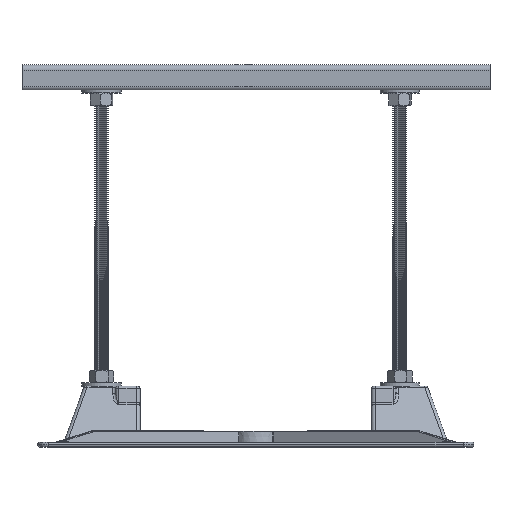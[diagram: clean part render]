
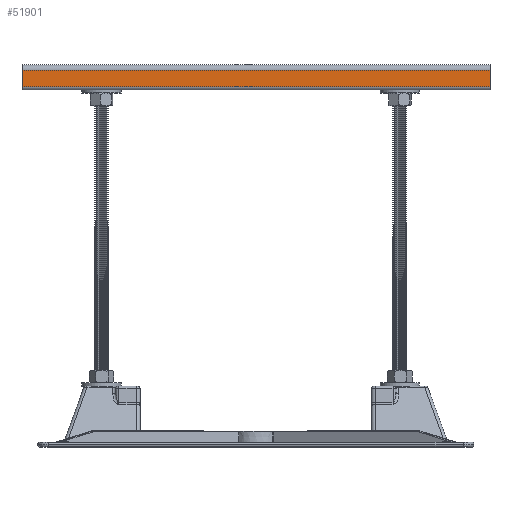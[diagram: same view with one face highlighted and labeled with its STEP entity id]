
A CAD part, top view. The second image highlights one B-rep face of the part: STEP entity #51901.
In plain terms, the highlighted face is planar.
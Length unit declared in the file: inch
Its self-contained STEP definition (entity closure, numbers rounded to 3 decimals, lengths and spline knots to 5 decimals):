
#51862=CARTESIAN_POINT('',(-0.8125,0.3295,16.375));
#51863=DIRECTION('',(1.0,0.0,0.0));
#51864=DIRECTION('',(0.0,0.0,-1.0));
#51865=AXIS2_PLACEMENT_3D('',#51862,#51863,#51864);
#51866=PLANE('',#51865);
#51867=CARTESIAN_POINT('',(-0.8125,0.3295,0.0));
#51868=VERTEX_POINT('',#51867);
#51869=CARTESIAN_POINT('',(-0.8125,-0.252,0.0));
#51870=VERTEX_POINT('',#51869);
#51871=CARTESIAN_POINT('',(-0.8125,0.3295,0.0));
#51872=DIRECTION('',(0.0,-1.0,0.0));
#51873=VECTOR('',#51872,0.5815);
#51874=LINE('',#51871,#51873);
#51875=EDGE_CURVE('',#51868,#51870,#51874,.T.);
#51876=ORIENTED_EDGE('',*,*,#51875,.T.);
#51877=CARTESIAN_POINT('',(-0.8125,-0.252,16.375));
#51878=VERTEX_POINT('',#51877);
#51879=CARTESIAN_POINT('',(-0.8125,-0.252,16.375));
#51880=DIRECTION('',(0.0,0.0,-1.0));
#51881=VECTOR('',#51880,16.375);
#51882=LINE('',#51879,#51881);
#51883=EDGE_CURVE('',#51878,#51870,#51882,.T.);
#51884=ORIENTED_EDGE('',*,*,#51883,.F.);
#51885=CARTESIAN_POINT('',(-0.8125,0.3295,16.375));
#51886=VERTEX_POINT('',#51885);
#51887=CARTESIAN_POINT('',(-0.8125,0.3295,16.375));
#51888=DIRECTION('',(0.0,-1.0,0.0));
#51889=VECTOR('',#51888,0.5815);
#51890=LINE('',#51887,#51889);
#51891=EDGE_CURVE('',#51886,#51878,#51890,.T.);
#51892=ORIENTED_EDGE('',*,*,#51891,.F.);
#51893=CARTESIAN_POINT('',(-0.8125,0.3295,16.375));
#51894=DIRECTION('',(0.0,0.0,-1.0));
#51895=VECTOR('',#51894,16.375);
#51896=LINE('',#51893,#51895);
#51897=EDGE_CURVE('',#51886,#51868,#51896,.T.);
#51898=ORIENTED_EDGE('',*,*,#51897,.T.);
#51899=EDGE_LOOP('',(#51876,#51884,#51892,#51898));
#51900=FACE_OUTER_BOUND('',#51899,.T.);
#51901=ADVANCED_FACE('',(#51900),#51866,.F.);
